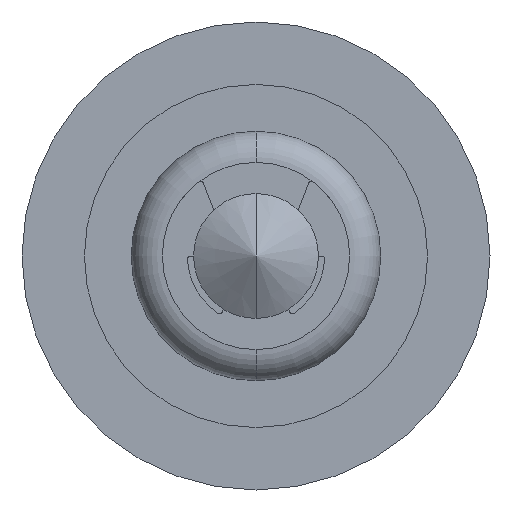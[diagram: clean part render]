
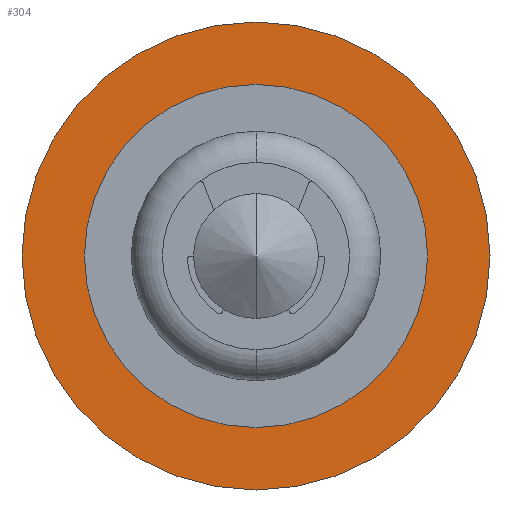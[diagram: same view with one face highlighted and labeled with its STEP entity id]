
A CAD part, front view. The second image highlights one B-rep face of the part: STEP entity #304.
In plain terms, the highlighted planar face has unit normal (0, -1, 0).
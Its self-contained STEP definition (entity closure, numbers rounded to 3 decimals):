
#54 = AXIS2_PLACEMENT_3D ( 'NONE', #1049, #1050, #1051 ) ;
#73 = EDGE_CURVE ( 'NONE', #2035, #2052, #273, .T. ) ;
#89 = EDGE_CURVE ( 'NONE', #2032, #2039, #266, .T. ) ;
#199 = CIRCLE ( 'NONE', #54, 7.5 ) ;
#223 = CIRCLE ( 'NONE', #1204, 5.5 ) ;
#266 = CIRCLE ( 'NONE', #1871, 5.5 ) ;
#273 = CIRCLE ( 'NONE', #1886, 7.5 ) ;
#304 = ADVANCED_FACE ( 'NONE', ( #1819, #1745 ), #688, .T. ) ;
#688 = PLANE ( 'NONE',  #1859 ) ;
#689 = CARTESIAN_POINT ( 'NONE',  ( -5.5, 25.155, 0. ) ) ;
#690 = DIRECTION ( 'NONE',  ( 0., -1., 0. ) ) ;
#691 = DIRECTION ( 'NONE',  ( 0., 0., -1. ) ) ;
#902 = CARTESIAN_POINT ( 'NONE',  ( 0., 25.155, 0. ) ) ;
#906 = DIRECTION ( 'NONE',  ( 0., 1., 0. ) ) ;
#907 = DIRECTION ( 'NONE',  ( 0., 0., 1. ) ) ;
#1049 = CARTESIAN_POINT ( 'NONE',  ( 0., 25.155, 0. ) ) ;
#1050 = DIRECTION ( 'NONE',  ( 0., 1., 0. ) ) ;
#1051 = DIRECTION ( 'NONE',  ( 0., 0., 1. ) ) ;
#1088 = CARTESIAN_POINT ( 'NONE',  ( 0., 25.155, -5.5 ) ) ;
#1091 = CARTESIAN_POINT ( 'NONE',  ( 0., 25.155, 7.5 ) ) ;
#1095 = CARTESIAN_POINT ( 'NONE',  ( 0., 25.155, 5.5 ) ) ;
#1108 = CARTESIAN_POINT ( 'NONE',  ( 0., 25.155, -7.5 ) ) ;
#1204 = AXIS2_PLACEMENT_3D ( 'NONE', #902, #906, #907 ) ;
#1295 = DIRECTION ( 'NONE',  ( 0., 0., 1. ) ) ;
#1296 = DIRECTION ( 'NONE',  ( 0., 1., 0. ) ) ;
#1300 = CARTESIAN_POINT ( 'NONE',  ( 0., 25.155, 0. ) ) ;
#1338 = CARTESIAN_POINT ( 'NONE',  ( 0., 25.155, 0. ) ) ;
#1465 = EDGE_CURVE ( 'NONE', #2039, #2032, #223, .T. ) ;
#1513 = EDGE_CURVE ( 'NONE', #2052, #2035, #199, .T. ) ;
#1584 = DIRECTION ( 'NONE',  ( 0., 0., 1. ) ) ;
#1585 = DIRECTION ( 'NONE',  ( 0., 1., 0. ) ) ;
#1745 = FACE_OUTER_BOUND ( 'NONE', #1999, .T. ) ;
#1819 = FACE_BOUND ( 'NONE', #2013, .T. ) ;
#1859 = AXIS2_PLACEMENT_3D ( 'NONE', #689, #690, #691 ) ;
#1871 = AXIS2_PLACEMENT_3D ( 'NONE', #1338, #1585, #1584 ) ;
#1886 = AXIS2_PLACEMENT_3D ( 'NONE', #1300, #1296, #1295 ) ;
#1999 = EDGE_LOOP ( 'NONE', ( #2093, #2092 ) ) ;
#2013 = EDGE_LOOP ( 'NONE', ( #2095, #2094 ) ) ;
#2032 = VERTEX_POINT ( 'NONE', #1088 ) ;
#2035 = VERTEX_POINT ( 'NONE', #1091 ) ;
#2039 = VERTEX_POINT ( 'NONE', #1095 ) ;
#2052 = VERTEX_POINT ( 'NONE', #1108 ) ;
#2092 = ORIENTED_EDGE ( 'NONE', *, *, #1513, .F. ) ;
#2093 = ORIENTED_EDGE ( 'NONE', *, *, #73, .F. ) ;
#2094 = ORIENTED_EDGE ( 'NONE', *, *, #89, .T. ) ;
#2095 = ORIENTED_EDGE ( 'NONE', *, *, #1465, .T. ) ;
